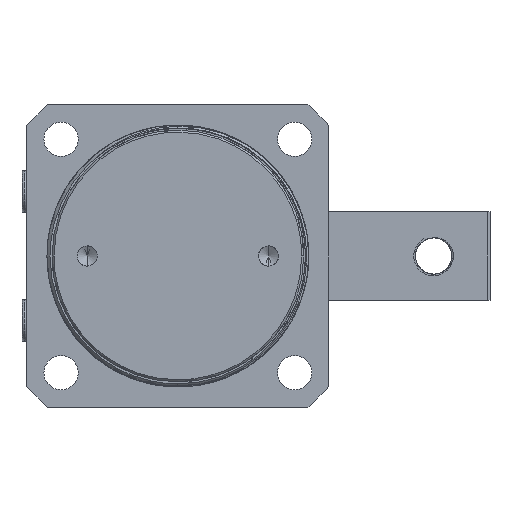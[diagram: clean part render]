
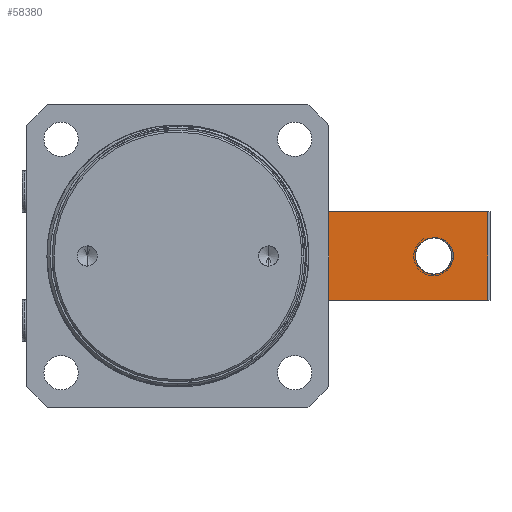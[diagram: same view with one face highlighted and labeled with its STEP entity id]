
A CAD part, front view. The second image highlights one B-rep face of the part: STEP entity #58380.
In plain terms, the highlighted planar face has unit normal (0, -1, 0).
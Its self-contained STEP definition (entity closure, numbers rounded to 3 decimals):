
#157 = B_SPLINE_CURVE_WITH_KNOTS ( 'NONE', 3,
 ( #57473, #62743, #36530, #4706 ),
 .UNSPECIFIED., .F., .F.,
 ( 4, 4 ),
 ( 0., 1. ),
 .UNSPECIFIED. ) ;
#528 = ORIENTED_EDGE ( 'NONE', *, *, #48492, .F. ) ;
#1428 = ORIENTED_EDGE ( 'NONE', *, *, #11373, .F. ) ;
#2179 = VECTOR ( 'NONE', #55502, 1000. ) ;
#2500 = EDGE_LOOP ( 'NONE', ( #18827, #48917, #56245, #23682 ) ) ;
#3482 = PLANE ( 'NONE',  #52130 ) ;
#4706 = CARTESIAN_POINT ( 'NONE',  ( 30.535, 0., -4.431 ) ) ;
#4791 = EDGE_CURVE ( 'NONE', #45616, #61290, #27913, .T. ) ;
#5153 = LINE ( 'NONE', #50372, #6785 ) ;
#6785 = VECTOR ( 'NONE', #49928, 1000. ) ;
#6897 = CIRCLE ( 'NONE', #49474, 5. ) ;
#7494 = LINE ( 'NONE', #66851, #21776 ) ;
#9793 = CARTESIAN_POINT ( 'NONE',  ( -18.75, 0., -5. ) ) ;
#10311 = DIRECTION ( 'NONE',  ( 0., -1., 0. ) ) ;
#11215 = VERTEX_POINT ( 'NONE', #68538 ) ;
#11373 = EDGE_CURVE ( 'NONE', #60597, #41822, #45013, .T. ) ;
#11877 = LINE ( 'NONE', #41901, #26122 ) ;
#12830 = LINE ( 'NONE', #40203, #40974 ) ;
#13036 = LINE ( 'NONE', #36936, #2179 ) ;
#13760 = ORIENTED_EDGE ( 'NONE', *, *, #60947, .F. ) ;
#14244 = DIRECTION ( 'NONE',  ( 0., 0., 1. ) ) ;
#18555 = CARTESIAN_POINT ( 'NONE',  ( 28.965, 0., 4.431 ) ) ;
#18639 = VECTOR ( 'NONE', #64761, 1000. ) ;
#18708 = CARTESIAN_POINT ( 'NONE',  ( 29.539, 0., 4.569 ) ) ;
#18785 = CARTESIAN_POINT ( 'NONE',  ( 30.147, 0., 4.594 ) ) ;
#18827 = ORIENTED_EDGE ( 'NONE', *, *, #26784, .F. ) ;
#18940 = CARTESIAN_POINT ( 'NONE',  ( 31.34, 0., 4.404 ) ) ;
#19027 = CARTESIAN_POINT ( 'NONE',  ( 31.926, 0., 4.19 ) ) ;
#19173 = CARTESIAN_POINT ( 'NONE',  ( 32.978, 0., 3.541 ) ) ;
#19254 = CARTESIAN_POINT ( 'NONE',  ( 33.447, 0., 3.108 ) ) ;
#19402 = CARTESIAN_POINT ( 'NONE',  ( 34.188, 0., 2.083 ) ) ;
#20105 = CARTESIAN_POINT ( 'NONE',  ( 34.458, 0., 1.49 ) ) ;
#21776 = VECTOR ( 'NONE', #27103, 1000. ) ;
#22285 = EDGE_CURVE ( 'NONE', #11215, #53896, #47981, .T. ) ;
#23682 = ORIENTED_EDGE ( 'NONE', *, *, #22285, .F. ) ;
#24303 = ORIENTED_EDGE ( 'NONE', *, *, #59578, .F. ) ;
#26122 = VECTOR ( 'NONE', #47196, 1000. ) ;
#26332 = EDGE_CURVE ( 'NONE', #63362, #60597, #5153, .T. ) ;
#26784 = EDGE_CURVE ( 'NONE', #61290, #11215, #59872, .T. ) ;
#27103 = DIRECTION ( 'NONE',  ( 1., 0., 0. ) ) ;
#27214 = VERTEX_POINT ( 'NONE', #33439 ) ;
#27669 = VERTEX_POINT ( 'NONE', #9793 ) ;
#27913 = B_SPLINE_CURVE_WITH_KNOTS ( 'NONE', 3,
 ( #62514, #62596, #62447, #62360, #62270, #62212, #62131, #62047, #61981, #61902 ),
 .UNSPECIFIED., .F., .F.,
 ( 4, 2, 2, 2, 4 ),
 ( 0., 0.25, 0.5, 0.75, 1. ),
 .UNSPECIFIED. ) ;
#29510 = CARTESIAN_POINT ( 'NONE',  ( 0., 0., 5. ) ) ;
#33028 = VERTEX_POINT ( 'NONE', #52092 ) ;
#33439 = CARTESIAN_POINT ( 'NONE',  ( -35.75, 0., 11. ) ) ;
#34040 = LINE ( 'NONE', #29510, #58725 ) ;
#34747 = CARTESIAN_POINT ( 'NONE',  ( 29.75, 0., -4.5 ) ) ;
#35011 = CARTESIAN_POINT ( 'NONE',  ( 34.607, 0., 0.86 ) ) ;
#35042 = CARTESIAN_POINT ( 'NONE',  ( -35.75, 0., 5. ) ) ;
#35522 = CARTESIAN_POINT ( 'NONE',  ( -35.75, 0., -11. ) ) ;
#35951 = FACE_BOUND ( 'NONE', #2500, .T. ) ;
#36423 = DIRECTION ( 'NONE',  ( 0., 0., 1. ) ) ;
#36472 = DIRECTION ( 'NONE',  ( 0., -1., 0. ) ) ;
#36487 = CARTESIAN_POINT ( 'NONE',  ( 29.75, 0., 0. ) ) ;
#36497 = CARTESIAN_POINT ( 'NONE',  ( 30.535, 0., -4.431 ) ) ;
#36530 = CARTESIAN_POINT ( 'NONE',  ( 30.276, 0., -4.477 ) ) ;
#36936 = CARTESIAN_POINT ( 'NONE',  ( -35.75, 0., 0. ) ) ;
#38923 = ORIENTED_EDGE ( 'NONE', *, *, #62258, .F. ) ;
#40203 = CARTESIAN_POINT ( 'NONE',  ( 0., 0., -5. ) ) ;
#40571 = CARTESIAN_POINT ( 'NONE',  ( 0., 0., 0. ) ) ;
#40974 = VECTOR ( 'NONE', #45490, 1000. ) ;
#41822 = VERTEX_POINT ( 'NONE', #35522 ) ;
#41901 = CARTESIAN_POINT ( 'NONE',  ( -35.75, 0., 0. ) ) ;
#41989 = CARTESIAN_POINT ( 'NONE',  ( -18.75, 0., 0. ) ) ;
#42404 = AXIS2_PLACEMENT_3D ( 'NONE', #36487, #36472, #36423 ) ;
#44737 = ORIENTED_EDGE ( 'NONE', *, *, #26332, .F. ) ;
#45013 = LINE ( 'NONE', #65890, #18639 ) ;
#45135 = EDGE_CURVE ( 'NONE', #33028, #47874, #34040, .T. ) ;
#45327 = DIRECTION ( 'NONE',  ( -1., 0., 0. ) ) ;
#45490 = DIRECTION ( 'NONE',  ( 1., 0., 0. ) ) ;
#45616 = VERTEX_POINT ( 'NONE', #36497 ) ;
#45863 = DIRECTION ( 'NONE',  ( 0., 1., 0. ) ) ;
#47196 = DIRECTION ( 'NONE',  ( 0., 0., 1. ) ) ;
#47287 = DIRECTION ( 'NONE',  ( 0., 0., 1. ) ) ;
#47874 = VERTEX_POINT ( 'NONE', #35042 ) ;
#47981 = CIRCLE ( 'NONE', #42404, 4.5 ) ;
#48492 = EDGE_CURVE ( 'NONE', #27214, #63362, #7494, .T. ) ;
#48917 = ORIENTED_EDGE ( 'NONE', *, *, #4791, .F. ) ;
#49474 = AXIS2_PLACEMENT_3D ( 'NONE', #41989, #10311, #47287 ) ;
#49928 = DIRECTION ( 'NONE',  ( 0., 0., -1. ) ) ;
#50372 = CARTESIAN_POINT ( 'NONE',  ( 43.25, 0., 0. ) ) ;
#50813 = VERTEX_POINT ( 'NONE', #61359 ) ;
#51100 = EDGE_CURVE ( 'NONE', #53896, #45616, #157, .T. ) ;
#51564 = FACE_OUTER_BOUND ( 'NONE', #56375, .T. ) ;
#52092 = CARTESIAN_POINT ( 'NONE',  ( -18.75, 0., 5. ) ) ;
#52130 = AXIS2_PLACEMENT_3D ( 'NONE', #40571, #45863, #14244 ) ;
#53896 = VERTEX_POINT ( 'NONE', #34747 ) ;
#55502 = DIRECTION ( 'NONE',  ( 0., 0., 1. ) ) ;
#56245 = ORIENTED_EDGE ( 'NONE', *, *, #51100, .F. ) ;
#56375 = EDGE_LOOP ( 'NONE', ( #38923, #62996, #1428, #44737, #528, #24303, #56624, #13760 ) ) ;
#56624 = ORIENTED_EDGE ( 'NONE', *, *, #45135, .F. ) ;
#57473 = CARTESIAN_POINT ( 'NONE',  ( 29.75, 0., -4.5 ) ) ;
#58380 = ADVANCED_FACE ( 'NONE', ( #51564, #35951 ), #3482, .F. ) ;
#58725 = VECTOR ( 'NONE', #45327, 1000. ) ;
#59578 = EDGE_CURVE ( 'NONE', #47874, #27214, #11877, .T. ) ;
#59872 = B_SPLINE_CURVE_WITH_KNOTS ( 'NONE', 3,
 ( #35011, #20105, #19402, #19254, #19173, #19027, #18940, #18785, #18708, #18555 ),
 .UNSPECIFIED., .F., .F.,
 ( 4, 2, 2, 2, 4 ),
 ( 0., 0.25, 0.5, 0.75, 1. ),
 .UNSPECIFIED. ) ;
#59946 = CARTESIAN_POINT ( 'NONE',  ( 34.607, 0., 0.86 ) ) ;
#60597 = VERTEX_POINT ( 'NONE', #65038 ) ;
#60947 = EDGE_CURVE ( 'NONE', #27669, #33028, #6897, .T. ) ;
#61290 = VERTEX_POINT ( 'NONE', #59946 ) ;
#61359 = CARTESIAN_POINT ( 'NONE',  ( -35.75, 0., -5. ) ) ;
#61902 = CARTESIAN_POINT ( 'NONE',  ( 34.607, 0., 0.86 ) ) ;
#61981 = CARTESIAN_POINT ( 'NONE',  ( 34.685, 0., 0.218 ) ) ;
#62047 = CARTESIAN_POINT ( 'NONE',  ( 34.632, 0., -0.431 ) ) ;
#62131 = CARTESIAN_POINT ( 'NONE',  ( 34.289, 0., -1.649 ) ) ;
#62212 = CARTESIAN_POINT ( 'NONE',  ( 33.999, 0., -2.217 ) ) ;
#62258 = EDGE_CURVE ( 'NONE', #50813, #27669, #12830, .T. ) ;
#62270 = CARTESIAN_POINT ( 'NONE',  ( 33.232, 0., -3.187 ) ) ;
#62360 = CARTESIAN_POINT ( 'NONE',  ( 32.757, 0., -3.591 ) ) ;
#62447 = CARTESIAN_POINT ( 'NONE',  ( 31.701, 0., -4.178 ) ) ;
#62514 = CARTESIAN_POINT ( 'NONE',  ( 30.535, 0., -4.431 ) ) ;
#62596 = CARTESIAN_POINT ( 'NONE',  ( 31.121, 0., -4.364 ) ) ;
#62628 = CARTESIAN_POINT ( 'NONE',  ( 43.25, 0., 11. ) ) ;
#62743 = CARTESIAN_POINT ( 'NONE',  ( 30.013, 0., -4.5 ) ) ;
#62996 = ORIENTED_EDGE ( 'NONE', *, *, #67268, .F. ) ;
#63362 = VERTEX_POINT ( 'NONE', #62628 ) ;
#64761 = DIRECTION ( 'NONE',  ( -1., 0., 0. ) ) ;
#65038 = CARTESIAN_POINT ( 'NONE',  ( 43.25, 0., -11. ) ) ;
#65890 = CARTESIAN_POINT ( 'NONE',  ( 0., 0., -11. ) ) ;
#66851 = CARTESIAN_POINT ( 'NONE',  ( -43.75, 0., 11. ) ) ;
#67268 = EDGE_CURVE ( 'NONE', #41822, #50813, #13036, .T. ) ;
#68538 = CARTESIAN_POINT ( 'NONE',  ( 28.965, 0., 4.431 ) ) ;
